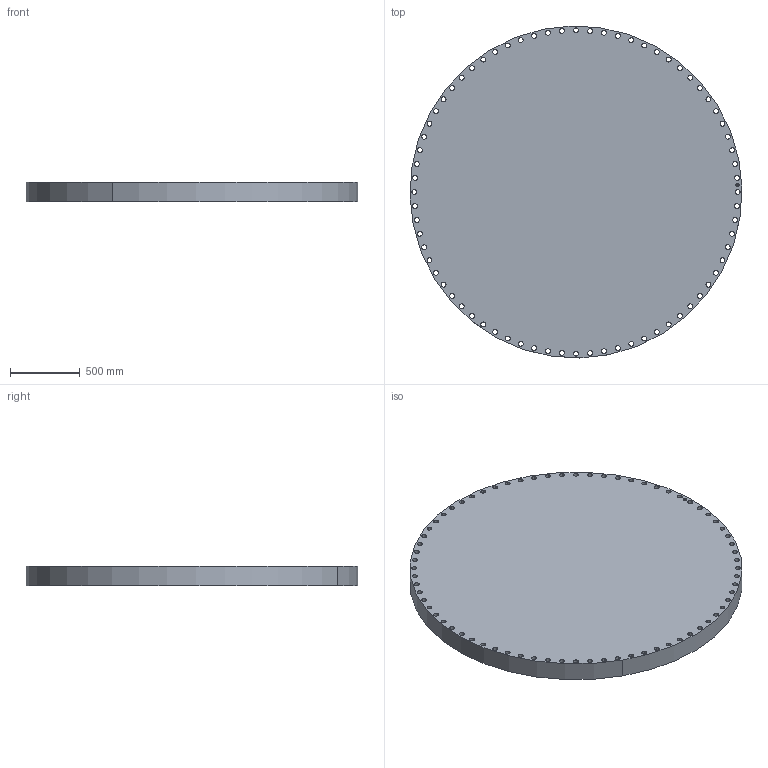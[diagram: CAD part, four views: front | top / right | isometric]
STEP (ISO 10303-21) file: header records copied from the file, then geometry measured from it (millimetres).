
FILE_DESCRIPTION(('3D STEP'),'2;1');
FILE_NAME('84-175-RF-BLIND-BCIS-FLANGE.stp','2013-09-15T13:12:30+00:00',('Texas Flange'),(''),'CATIA Version 5 Release 20 SP 6 (IN-10)','CATIA V5 STEP AP214','800-826-3801');
FILE_SCHEMA(('AUTOMOTIVE_DESIGN { 1 0 10303 214 1 1 1 1 }'));
Length unit declared in the file: inch
Products named in the file (1): 84-175-RF-BLIND-BCIS-FLANGE
Bounding box: 2386.94 x 2386.94 x 141.29 mm (x, y, z)
Volume: 622302489.6 mm3; surface area: 10982611.6 mm2
Topology: 1 solids, 1 shells, 608 faces, 1980 edges, 1320 vertices
Faces by surface type: plane 368, cylinder 240
Entity records: 23309 total; most frequent: ORIENTED_EDGE 3960, CARTESIAN_POINT 3729, DIRECTION 2836, EDGE_CURVE 1980, VECTOR 1356, LINE 1356, VERTEX_POINT 1320, AXIS2_PLACEMENT_3D 1053
